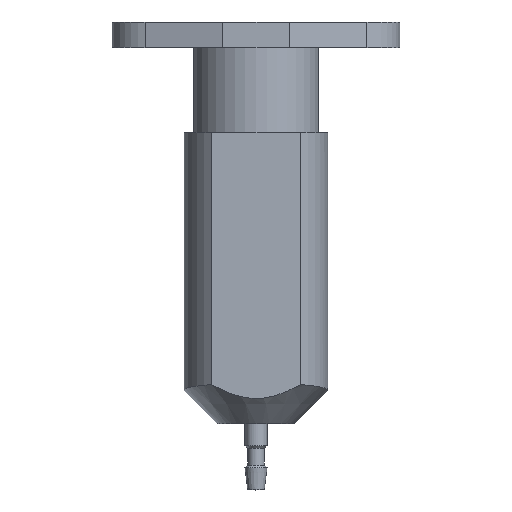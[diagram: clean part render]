
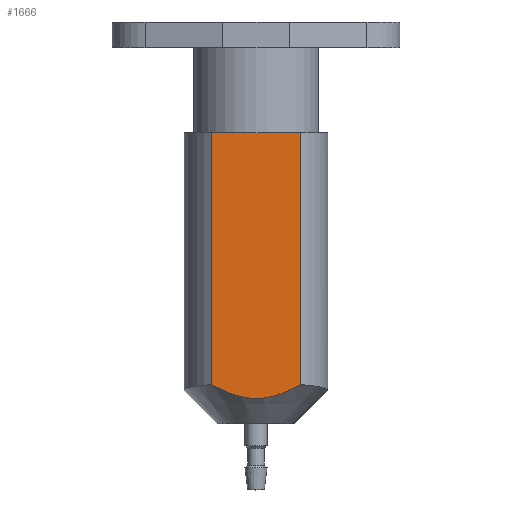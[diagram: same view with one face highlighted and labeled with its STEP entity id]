
A CAD part, top view. The second image highlights one B-rep face of the part: STEP entity #1666.
In plain terms, the highlighted planar face has unit normal (0, 0, 1).
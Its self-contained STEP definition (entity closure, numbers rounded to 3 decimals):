
#1004 = PLANE('',#1005);
#1005 = AXIS2_PLACEMENT_3D('',#1006,#1007,#1008);
#1006 = CARTESIAN_POINT('',(0.,26.3,5.765));
#1007 = DIRECTION('',(0.,1.,0.));
#1008 = DIRECTION('',(0.,0.,1.));
#1080 = VERTEX_POINT('',#1081);
#1081 = CARTESIAN_POINT('',(-4.,26.3,11.53));
#1096 = CYLINDRICAL_SURFACE('',#1097,6.501);
#1097 = AXIS2_PLACEMENT_3D('',#1098,#1099,#1100);
#1098 = CARTESIAN_POINT('',(0.,26.3,6.406));
#1099 = DIRECTION('',(0.,1.,0.));
#1100 = DIRECTION('',(-1.,0.,0.));
#1108 = EDGE_CURVE('',#1080,#1109,#1111,.T.);
#1109 = VERTEX_POINT('',#1110);
#1110 = CARTESIAN_POINT('',(4.,26.3,11.53));
#1111 = SURFACE_CURVE('',#1112,(#1116,#1123),.PCURVE_S1.);
#1112 = LINE('',#1113,#1114);
#1113 = CARTESIAN_POINT('',(0.,26.3,11.53));
#1114 = VECTOR('',#1115,1.);
#1115 = DIRECTION('',(1.,0.,0.));
#1116 = PCURVE('',#1004,#1117);
#1117 = DEFINITIONAL_REPRESENTATION('',(#1118),#1122);
#1118 = LINE('',#1119,#1120);
#1119 = CARTESIAN_POINT('',(5.765,0.));
#1120 = VECTOR('',#1121,1.);
#1121 = DIRECTION('',(0.,1.));
#1122 = ( GEOMETRIC_REPRESENTATION_CONTEXT(2) 
PARAMETRIC_REPRESENTATION_CONTEXT() REPRESENTATION_CONTEXT('2D SPACE',''
  ) );
#1123 = PCURVE('',#1124,#1129);
#1124 = PLANE('',#1125);
#1125 = AXIS2_PLACEMENT_3D('',#1126,#1127,#1128);
#1126 = CARTESIAN_POINT('',(0.,18.15,11.53));
#1127 = DIRECTION('',(-0.,-0.,-1.));
#1128 = DIRECTION('',(-1.,0.,0.));
#1129 = DEFINITIONAL_REPRESENTATION('',(#1130),#1134);
#1130 = LINE('',#1131,#1132);
#1131 = CARTESIAN_POINT('',(0.,8.15));
#1132 = VECTOR('',#1133,1.);
#1133 = DIRECTION('',(-1.,0.));
#1134 = ( GEOMETRIC_REPRESENTATION_CONTEXT(2) 
PARAMETRIC_REPRESENTATION_CONTEXT() REPRESENTATION_CONTEXT('2D SPACE',''
  ) );
#1153 = CYLINDRICAL_SURFACE('',#1154,6.501);
#1154 = AXIS2_PLACEMENT_3D('',#1155,#1156,#1157);
#1155 = CARTESIAN_POINT('',(0.,26.3,6.406));
#1156 = DIRECTION('',(0.,1.,0.));
#1157 = DIRECTION('',(-1.,0.,0.));
#1259 = CONICAL_SURFACE('',#1260,1.,0.785);
#1260 = AXIS2_PLACEMENT_3D('',#1261,#1262,#1263);
#1261 = CARTESIAN_POINT('',(0.,-2.5,5.765));
#1262 = DIRECTION('',(0.,1.,0.));
#1263 = DIRECTION('',(1.,0.,0.));
#1595 = EDGE_CURVE('',#1109,#1596,#1598,.T.);
#1596 = VERTEX_POINT('',#1597);
#1597 = CARTESIAN_POINT('',(4.,3.517,11.53));
#1598 = SURFACE_CURVE('',#1599,(#1603,#1610),.PCURVE_S1.);
#1599 = LINE('',#1600,#1601);
#1600 = CARTESIAN_POINT('',(4.,26.3,11.53));
#1601 = VECTOR('',#1602,1.);
#1602 = DIRECTION('',(0.,-1.,0.));
#1603 = PCURVE('',#1153,#1604);
#1604 = DEFINITIONAL_REPRESENTATION('',(#1605),#1609);
#1605 = LINE('',#1606,#1607);
#1606 = CARTESIAN_POINT('',(2.234,0.));
#1607 = VECTOR('',#1608,1.);
#1608 = DIRECTION('',(0.,-1.));
#1609 = ( GEOMETRIC_REPRESENTATION_CONTEXT(2) 
PARAMETRIC_REPRESENTATION_CONTEXT() REPRESENTATION_CONTEXT('2D SPACE',''
  ) );
#1610 = PCURVE('',#1124,#1611);
#1611 = DEFINITIONAL_REPRESENTATION('',(#1612),#1616);
#1612 = LINE('',#1613,#1614);
#1613 = CARTESIAN_POINT('',(-4.,8.15));
#1614 = VECTOR('',#1615,1.);
#1615 = DIRECTION('',(0.,-1.));
#1616 = ( GEOMETRIC_REPRESENTATION_CONTEXT(2) 
PARAMETRIC_REPRESENTATION_CONTEXT() REPRESENTATION_CONTEXT('2D SPACE',''
  ) );
#1666 = ADVANCED_FACE('',(#1667),#1124,.F.);
#1667 = FACE_BOUND('',#1668,.F.);
#1668 = EDGE_LOOP('',(#1669,#1670,#1671,#1702));
#1669 = ORIENTED_EDGE('',*,*,#1108,.T.);
#1670 = ORIENTED_EDGE('',*,*,#1595,.T.);
#1671 = ORIENTED_EDGE('',*,*,#1672,.F.);
#1672 = EDGE_CURVE('',#1673,#1596,#1675,.T.);
#1673 = VERTEX_POINT('',#1674);
#1674 = CARTESIAN_POINT('',(-4.,3.517,11.53));
#1675 = SURFACE_CURVE('',#1676,(#1681,#1688),.PCURVE_S1.);
#1676 = HYPERBOLA('',#1677,5.765,5.765);
#1677 = AXIS2_PLACEMENT_3D('',#1678,#1679,#1680);
#1678 = CARTESIAN_POINT('',(0.,-3.5,11.53));
#1679 = DIRECTION('',(0.,0.,-1.));
#1680 = DIRECTION('',(0.,1.,0.));
#1681 = PCURVE('',#1124,#1682);
#1682 = DEFINITIONAL_REPRESENTATION('',(#1683),#1687);
#1683 = HYPERBOLA('',#1684,5.765,5.765);
#1684 = AXIS2_PLACEMENT_2D('',#1685,#1686);
#1685 = CARTESIAN_POINT('',(0.,-21.65));
#1686 = DIRECTION('',(0.,1.));
#1687 = ( GEOMETRIC_REPRESENTATION_CONTEXT(2) 
PARAMETRIC_REPRESENTATION_CONTEXT() REPRESENTATION_CONTEXT('2D SPACE',''
  ) );
#1688 = PCURVE('',#1259,#1689);
#1689 = DEFINITIONAL_REPRESENTATION('',(#1690),#1701);
#1690 = B_SPLINE_CURVE_WITH_KNOTS('',9,(#1691,#1692,#1693,#1694,#1695,
    #1696,#1697,#1698,#1699,#1700),.UNSPECIFIED.,.F.,.F.,(10,10),(
    -0.758,0.758),.PIECEWISE_BEZIER_KNOTS.);
#1691 = CARTESIAN_POINT('',(4.018,6.502));
#1692 = CARTESIAN_POINT('',(4.148,5.693));
#1693 = CARTESIAN_POINT('',(4.293,5.124));
#1694 = CARTESIAN_POINT('',(4.453,4.761));
#1695 = CARTESIAN_POINT('',(4.624,4.585));
#1696 = CARTESIAN_POINT('',(4.801,4.585));
#1697 = CARTESIAN_POINT('',(4.972,4.761));
#1698 = CARTESIAN_POINT('',(5.132,5.124));
#1699 = CARTESIAN_POINT('',(5.277,5.693));
#1700 = CARTESIAN_POINT('',(5.407,6.502));
#1701 = ( GEOMETRIC_REPRESENTATION_CONTEXT(2) 
PARAMETRIC_REPRESENTATION_CONTEXT() REPRESENTATION_CONTEXT('2D SPACE',''
  ) );
#1702 = ORIENTED_EDGE('',*,*,#1703,.F.);
#1703 = EDGE_CURVE('',#1080,#1673,#1704,.T.);
#1704 = SURFACE_CURVE('',#1705,(#1709,#1716),.PCURVE_S1.);
#1705 = LINE('',#1706,#1707);
#1706 = CARTESIAN_POINT('',(-4.,26.3,11.53));
#1707 = VECTOR('',#1708,1.);
#1708 = DIRECTION('',(0.,-1.,0.));
#1709 = PCURVE('',#1124,#1710);
#1710 = DEFINITIONAL_REPRESENTATION('',(#1711),#1715);
#1711 = LINE('',#1712,#1713);
#1712 = CARTESIAN_POINT('',(4.,8.15));
#1713 = VECTOR('',#1714,1.);
#1714 = DIRECTION('',(0.,-1.));
#1715 = ( GEOMETRIC_REPRESENTATION_CONTEXT(2) 
PARAMETRIC_REPRESENTATION_CONTEXT() REPRESENTATION_CONTEXT('2D SPACE',''
  ) );
#1716 = PCURVE('',#1096,#1717);
#1717 = DEFINITIONAL_REPRESENTATION('',(#1718),#1722);
#1718 = LINE('',#1719,#1720);
#1719 = CARTESIAN_POINT('',(0.908,0.));
#1720 = VECTOR('',#1721,1.);
#1721 = DIRECTION('',(0.,-1.));
#1722 = ( GEOMETRIC_REPRESENTATION_CONTEXT(2) 
PARAMETRIC_REPRESENTATION_CONTEXT() REPRESENTATION_CONTEXT('2D SPACE',''
  ) );
